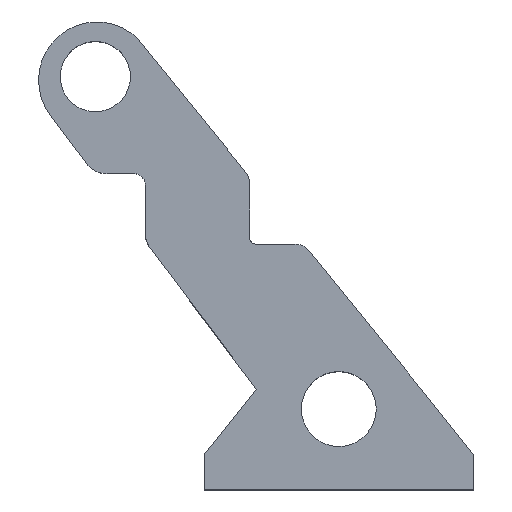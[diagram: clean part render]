
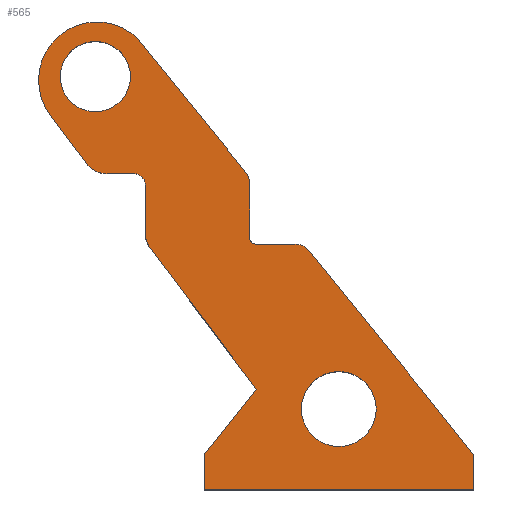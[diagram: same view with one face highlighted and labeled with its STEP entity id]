
A CAD part, top view. The second image highlights one B-rep face of the part: STEP entity #565.
In plain terms, the highlighted planar face has unit normal (0, 0, 1).
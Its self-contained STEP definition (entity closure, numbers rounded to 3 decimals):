
#36=LINE('',#815,#88);
#40=LINE('',#834,#92);
#44=LINE('',#851,#96);
#47=LINE('',#857,#99);
#50=LINE('',#863,#102);
#53=LINE('',#869,#105);
#56=LINE('',#875,#108);
#59=LINE('',#881,#111);
#62=LINE('',#887,#114);
#65=LINE('',#897,#117);
#73=LINE('',#930,#125);
#77=LINE('',#942,#129);
#81=LINE('',#953,#133);
#88=VECTOR('',#652,1000.);
#92=VECTOR('',#664,1000.);
#96=VECTOR('',#676,1000.);
#99=VECTOR('',#681,1000.);
#102=VECTOR('',#686,1000.);
#105=VECTOR('',#691,1000.);
#108=VECTOR('',#696,1000.);
#111=VECTOR('',#701,1000.);
#114=VECTOR('',#706,1000.);
#117=VECTOR('',#717,1000.);
#125=VECTOR('',#741,1000.);
#129=VECTOR('',#753,1000.);
#133=VECTOR('',#765,1000.);
#240=ORIENTED_EDGE('',*,*,#311,.F.);
#241=ORIENTED_EDGE('',*,*,#315,.T.);
#242=ORIENTED_EDGE('',*,*,#318,.F.);
#243=ORIENTED_EDGE('',*,*,#321,.F.);
#244=ORIENTED_EDGE('',*,*,#324,.F.);
#245=ORIENTED_EDGE('',*,*,#327,.F.);
#246=ORIENTED_EDGE('',*,*,#330,.F.);
#247=ORIENTED_EDGE('',*,*,#333,.F.);
#248=ORIENTED_EDGE('',*,*,#336,.F.);
#249=ORIENTED_EDGE('',*,*,#339,.T.);
#250=ORIENTED_EDGE('',*,*,#341,.F.);
#251=ORIENTED_EDGE('',*,*,#300,.F.);
#252=ORIENTED_EDGE('',*,*,#304,.F.);
#253=ORIENTED_EDGE('',*,*,#352,.T.);
#254=ORIENTED_EDGE('',*,*,#355,.F.);
#255=ORIENTED_EDGE('',*,*,#358,.T.);
#256=ORIENTED_EDGE('',*,*,#361,.F.);
#257=ORIENTED_EDGE('',*,*,#364,.T.);
#258=ORIENTED_EDGE('',*,*,#367,.F.);
#259=ORIENTED_EDGE('',*,*,#307,.F.);
#260=ORIENTED_EDGE('',*,*,#368,.T.);
#261=ORIENTED_EDGE('',*,*,#372,.T.);
#300=EDGE_CURVE('',#380,#381,#429,.T.);
#304=EDGE_CURVE('',#383,#380,#36,.T.);
#307=EDGE_CURVE('',#386,#387,#431,.T.);
#311=EDGE_CURVE('',#389,#386,#40,.T.);
#315=EDGE_CURVE('',#389,#391,#434,.T.);
#318=EDGE_CURVE('',#393,#391,#44,.T.);
#321=EDGE_CURVE('',#395,#393,#47,.T.);
#324=EDGE_CURVE('',#397,#395,#50,.T.);
#327=EDGE_CURVE('',#399,#397,#53,.T.);
#330=EDGE_CURVE('',#401,#399,#56,.T.);
#333=EDGE_CURVE('',#403,#401,#59,.T.);
#336=EDGE_CURVE('',#405,#403,#62,.T.);
#339=EDGE_CURVE('',#405,#407,#436,.T.);
#341=EDGE_CURVE('',#381,#407,#65,.T.);
#352=EDGE_CURVE('',#383,#414,#440,.T.);
#355=EDGE_CURVE('',#416,#414,#73,.T.);
#358=EDGE_CURVE('',#416,#418,#442,.T.);
#361=EDGE_CURVE('',#420,#418,#77,.T.);
#364=EDGE_CURVE('',#420,#422,#444,.T.);
#367=EDGE_CURVE('',#387,#422,#81,.T.);
#368=EDGE_CURVE('',#424,#424,#445,.T.);
#372=EDGE_CURVE('',#426,#426,#448,.T.);
#380=VERTEX_POINT('',#806);
#381=VERTEX_POINT('',#808);
#383=VERTEX_POINT('',#814);
#386=VERTEX_POINT('',#825);
#387=VERTEX_POINT('',#827);
#389=VERTEX_POINT('',#833);
#391=VERTEX_POINT('',#844);
#393=VERTEX_POINT('',#850);
#395=VERTEX_POINT('',#856);
#397=VERTEX_POINT('',#862);
#399=VERTEX_POINT('',#868);
#401=VERTEX_POINT('',#874);
#403=VERTEX_POINT('',#880);
#405=VERTEX_POINT('',#886);
#407=VERTEX_POINT('',#892);
#414=VERTEX_POINT('',#923);
#416=VERTEX_POINT('',#929);
#418=VERTEX_POINT('',#935);
#420=VERTEX_POINT('',#941);
#422=VERTEX_POINT('',#947);
#424=VERTEX_POINT('',#956);
#426=VERTEX_POINT('',#968);
#429=CIRCLE('',#584,0.241);
#431=CIRCLE('',#588,0.483);
#434=CIRCLE('',#593,0.92);
#436=CIRCLE('',#603,0.832);
#440=CIRCLE('',#611,0.92);
#442=CIRCLE('',#615,2.49);
#444=CIRCLE('',#619,1.105);
#445=CIRCLE('',#622,1.5);
#448=CIRCLE('',#627,1.6);
#478=EDGE_LOOP('',(#240,#241,#242,#243,#244,#245,#246,#247,#248,#249,#250,
#251,#252,#253,#254,#255,#256,#257,#258,#259));
#479=EDGE_LOOP('',(#260));
#480=EDGE_LOOP('',(#261));
#514=FACE_BOUND('',#478,.T.);
#515=FACE_BOUND('',#479,.T.);
#516=FACE_BOUND('',#480,.T.);
#537=PLANE('',#629);
#565=ADVANCED_FACE('',(#514,#515,#516),#537,.T.);
#584=AXIS2_PLACEMENT_3D('',#807,#644,#645);
#588=AXIS2_PLACEMENT_3D('',#826,#656,#657);
#593=AXIS2_PLACEMENT_3D('',#845,#670,#671);
#603=AXIS2_PLACEMENT_3D('',#893,#712,#713);
#611=AXIS2_PLACEMENT_3D('',#924,#735,#736);
#615=AXIS2_PLACEMENT_3D('',#936,#747,#748);
#619=AXIS2_PLACEMENT_3D('',#948,#759,#760);
#622=AXIS2_PLACEMENT_3D('',#955,#768,#769);
#627=AXIS2_PLACEMENT_3D('',#967,#778,#779);
#629=AXIS2_PLACEMENT_3D('',#971,#782,#783);
#644=DIRECTION('',(0.,0.,1.));
#645=DIRECTION('',(1.,0.,0.));
#652=DIRECTION('',(0.,-1.,0.));
#656=DIRECTION('',(0.,0.,1.));
#657=DIRECTION('',(1.,0.,0.));
#664=DIRECTION('',(0.,1.,0.));
#670=DIRECTION('',(0.,0.,1.));
#671=DIRECTION('',(1.,0.,0.));
#676=DIRECTION('',(-0.601,0.799,0.));
#681=DIRECTION('',(0.623,0.783,0.));
#686=DIRECTION('',(0.,1.,0.));
#691=DIRECTION('',(-1.,0.,0.));
#696=DIRECTION('',(0.,-1.,0.));
#701=DIRECTION('',(0.623,-0.783,0.));
#706=DIRECTION('',(0.629,-0.778,0.));
#712=DIRECTION('',(0.,0.,1.));
#713=DIRECTION('',(1.,0.,0.));
#717=DIRECTION('',(1.,0.,0.));
#735=DIRECTION('',(0.,0.,1.));
#736=DIRECTION('',(1.,0.,0.));
#741=DIRECTION('',(0.629,-0.778,0.));
#747=DIRECTION('',(0.,0.,1.));
#748=DIRECTION('',(1.,0.,0.));
#753=DIRECTION('',(-0.601,0.799,0.));
#759=DIRECTION('',(0.,0.,1.));
#760=DIRECTION('',(1.,0.,0.));
#765=DIRECTION('',(-1.,0.,0.));
#768=DIRECTION('',(0.,0.,-1.));
#769=DIRECTION('',(1.,0.,0.));
#778=DIRECTION('',(0.,0.,-1.));
#779=DIRECTION('',(1.,0.,0.));
#782=DIRECTION('',(0.,0.,1.));
#783=DIRECTION('',(1.,0.,0.));
#806=CARTESIAN_POINT('',(-25.302,21.541,14.1));
#807=CARTESIAN_POINT('',(-25.061,21.541,14.1));
#808=CARTESIAN_POINT('',(-25.061,21.3,14.1));
#814=CARTESIAN_POINT('',(-25.302,23.834,14.1));
#815=CARTESIAN_POINT('',(-25.302,22.171,14.1));
#825=CARTESIAN_POINT('',(-29.755,23.817,14.1));
#826=CARTESIAN_POINT('',(-30.237,23.817,14.1));
#827=CARTESIAN_POINT('',(-30.237,24.3,14.1));
#833=CARTESIAN_POINT('',(-29.755,21.699,14.1));
#834=CARTESIAN_POINT('',(-29.755,23.309,14.1));
#844=CARTESIAN_POINT('',(-29.57,21.146,14.1));
#845=CARTESIAN_POINT('',(-28.835,21.699,14.1));
#850=CARTESIAN_POINT('',(-25.022,15.101,14.1));
#851=CARTESIAN_POINT('',(-27.296,18.124,14.1));
#856=CARTESIAN_POINT('',(-27.25,12.3,14.1));
#857=CARTESIAN_POINT('',(-26.136,13.701,14.1));
#862=CARTESIAN_POINT('',(-27.25,10.8,14.1));
#863=CARTESIAN_POINT('',(-27.25,11.55,14.1));
#868=CARTESIAN_POINT('',(-15.75,10.8,14.1));
#869=CARTESIAN_POINT('',(-21.5,10.8,14.1));
#874=CARTESIAN_POINT('',(-15.75,12.3,14.1));
#875=CARTESIAN_POINT('',(-15.75,11.55,14.1));
#880=CARTESIAN_POINT('',(-17.978,15.101,14.1));
#881=CARTESIAN_POINT('',(-16.864,13.701,14.1));
#886=CARTESIAN_POINT('',(-22.741,20.991,14.1));
#887=CARTESIAN_POINT('',(-20.359,18.046,14.1));
#892=CARTESIAN_POINT('',(-23.388,21.3,14.1));
#893=CARTESIAN_POINT('',(-23.388,20.468,14.1));
#897=CARTESIAN_POINT('',(-24.224,21.3,14.1));
#923=CARTESIAN_POINT('',(-25.507,24.412,14.1));
#924=CARTESIAN_POINT('',(-26.222,23.834,14.1));
#929=CARTESIAN_POINT('',(-30.063,30.047,14.1));
#930=CARTESIAN_POINT('',(-27.785,27.23,14.1));
#935=CARTESIAN_POINT('',(-33.823,26.799,14.1));
#936=CARTESIAN_POINT('',(-31.834,28.296,14.1));
#941=CARTESIAN_POINT('',(-32.275,24.741,14.1));
#942=CARTESIAN_POINT('',(-33.049,25.77,14.1));
#947=CARTESIAN_POINT('',(-31.391,24.3,14.1));
#948=CARTESIAN_POINT('',(-31.391,25.405,14.1));
#953=CARTESIAN_POINT('',(-30.814,24.3,14.1));
#955=CARTESIAN_POINT('',(-31.899,28.451,14.1));
#956=CARTESIAN_POINT('',(-30.399,28.451,14.1));
#967=CARTESIAN_POINT('',(-21.5,14.25,14.1));
#968=CARTESIAN_POINT('',(-19.9,14.25,14.1));
#971=CARTESIAN_POINT('',(0.,7.626,14.1));
